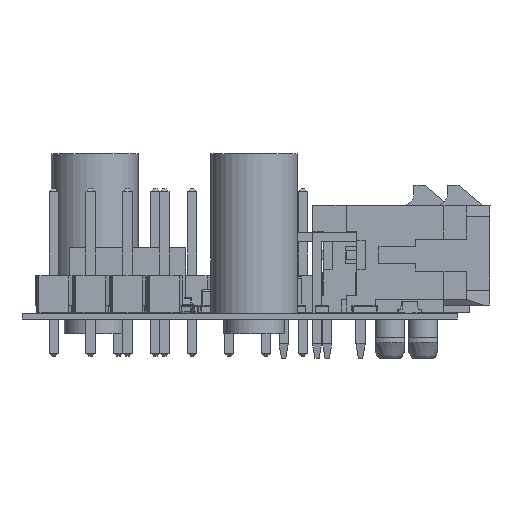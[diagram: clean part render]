
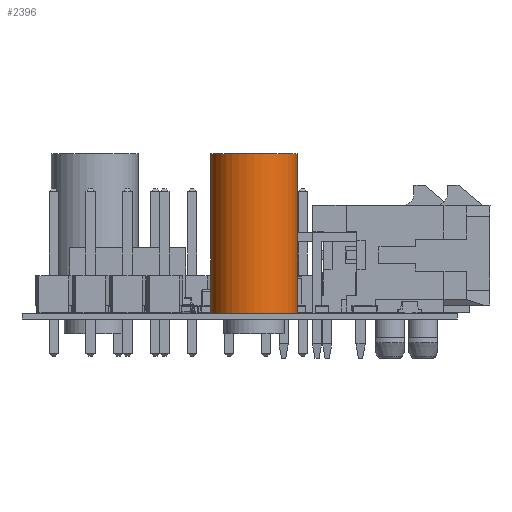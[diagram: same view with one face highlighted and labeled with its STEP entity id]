
A CAD part, front view. The second image highlights one B-rep face of the part: STEP entity #2396.
In plain terms, the highlighted cylindrical face has radius 3 mm (diameter 6 mm), a full revolution.
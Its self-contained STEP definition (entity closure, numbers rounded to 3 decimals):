
#2383 = EDGE_CURVE('',#2384,#2384,#2386,.T.);
#2384 = VERTEX_POINT('',#2385);
#2385 = CARTESIAN_POINT('',(0.,0.,-3.));
#2386 = CIRCLE('',#2387,3.);
#2387 = AXIS2_PLACEMENT_3D('',#2388,#2389,#2390);
#2388 = CARTESIAN_POINT('',(0.,0.,0.));
#2389 = DIRECTION('',(0.,-1.,0.));
#2390 = DIRECTION('',(0.,0.,-1.));
#2396 = ADVANCED_FACE('',(#2397),#2415,.T.);
#2397 = FACE_BOUND('',#2398,.T.);
#2398 = EDGE_LOOP('',(#2399,#2408,#2413,#2414));
#2399 = ORIENTED_EDGE('',*,*,#2400,.T.);
#2400 = EDGE_CURVE('',#2401,#2401,#2403,.T.);
#2401 = VERTEX_POINT('',#2402);
#2402 = CARTESIAN_POINT('',(0.,11.,-3.));
#2403 = CIRCLE('',#2404,3.);
#2404 = AXIS2_PLACEMENT_3D('',#2405,#2406,#2407);
#2405 = CARTESIAN_POINT('',(0.,11.,0.));
#2406 = DIRECTION('',(0.,-1.,0.));
#2407 = DIRECTION('',(0.,0.,-1.));
#2408 = ORIENTED_EDGE('',*,*,#2409,.F.);
#2409 = EDGE_CURVE('',#2384,#2401,#2410,.T.);
#2410 = B_SPLINE_CURVE_WITH_KNOTS('',1,(#2411,#2412),.UNSPECIFIED.,.F.,
  .F.,(2,2),(-6.4,4.6),.PIECEWISE_BEZIER_KNOTS.);
#2411 = CARTESIAN_POINT('',(0.,0.,-3.));
#2412 = CARTESIAN_POINT('',(0.,11.,-3.));
#2413 = ORIENTED_EDGE('',*,*,#2383,.F.);
#2414 = ORIENTED_EDGE('',*,*,#2409,.T.);
#2415 = CYLINDRICAL_SURFACE('',#2416,3.);
#2416 = AXIS2_PLACEMENT_3D('',#2417,#2418,#2419);
#2417 = CARTESIAN_POINT('',(0.,6.4,0.));
#2418 = DIRECTION('',(0.,1.,0.));
#2419 = DIRECTION('',(0.,0.,-1.));
